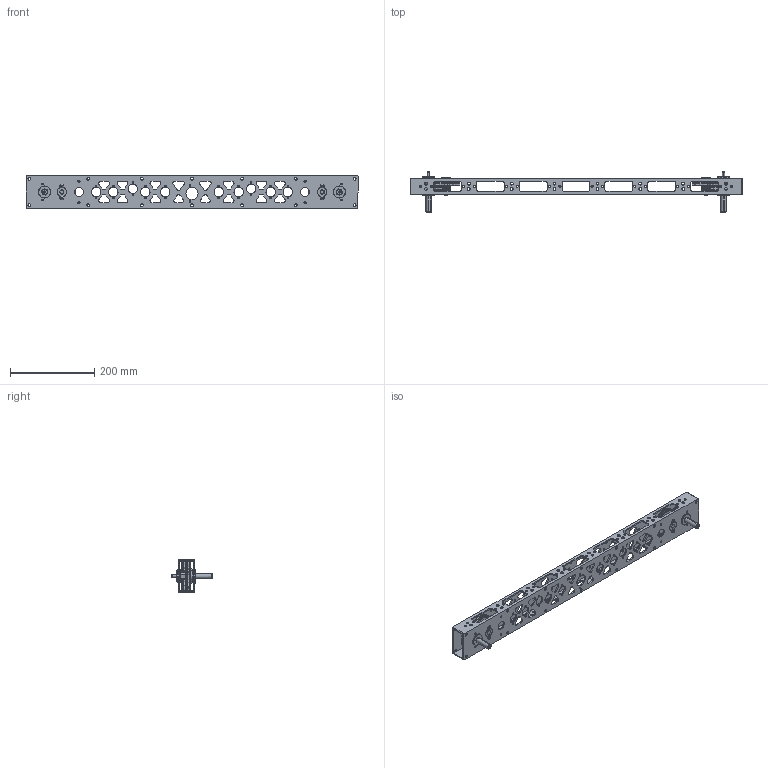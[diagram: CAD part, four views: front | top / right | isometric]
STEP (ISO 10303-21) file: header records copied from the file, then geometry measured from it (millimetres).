
FILE_DESCRIPTION (( 'STEP AP203' ), '1' );
FILE_NAME ('am-0688 Nano Tube 31 - Two 500 Key Shafts.STEP', '2013-01-30T14:27:11', ( '' ), ( '' ), 'SwSTEP 2.0', 'SolidWorks 2010', '' );
FILE_SCHEMA (( 'CONFIG_CONTROL_DESIGN' ));
Length unit declared in the file: inch
Products named in the file (14): am-0688 Nano Tube 31 - Two 500 Key Shafts; am-0653 ToughBox Nano Tube 31 Rev3; FR8ZZ Hex Bearing b; FR6ZZ-L Bearing; Toughbox Nano d04; 500-e-klip; Toughbox Small Hex Shaft; R6ZZ Bearing; fr6; BHCS 10-32 x 0.375 phillips_SBHCSCREW 0.19-32x0.5-HX-C; Toughbox 14T Small Cluster; Toughbox 50T Large Cluster; Toughbox 50T Output; Spacer am-1151
Assembly tree (27 placements, depth 2):
  am-0688 Nano Tube 31 - Two 500 Key Shafts
    Toughbox 50T Output  x2
    Toughbox 50T Large Cluster  x2
    Toughbox Nano d04  x2
    FR6ZZ-L Bearing  x2
    Toughbox 14T Small Cluster  x2
    FR8ZZ Hex Bearing b  x2
    Toughbox Small Hex Shaft  x2
    BHCS 10-32 x 0.375 phillips_SBHCSCREW 0.19-32x0.5-HX-C  x4
    fr6  x2
    am-0653 ToughBox Nano Tube 31 Rev3
    R6ZZ Bearing  x2
    Spacer am-1151  x2
    500-e-klip  x2
Bounding box: 787.4 x 95.12 x 76.2 mm (x, y, z)
Volume: 543362.2 mm3; surface area: 343676 mm2
Topology: 27 solids, 27 shells, 2224 faces, 6244 edges, 4094 vertices
Faces by surface type: cylinder 1636, plane 452, cone 116, torus 12, sphere 8
Entity records: 51379 total; most frequent: DIRECTION 9347, CARTESIAN_POINT 8452, ORIENTED_EDGE 8284, EDGE_CURVE 4142, AXIS2_PLACEMENT_3D 3765, VERTEX_POINT 2734, CIRCLE 2287, EDGE_LOOP 1960
